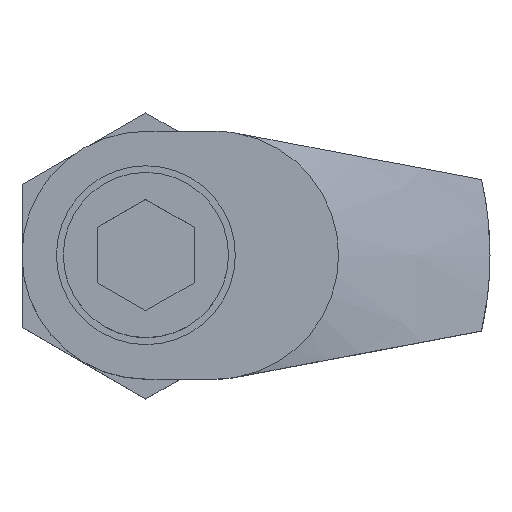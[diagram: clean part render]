
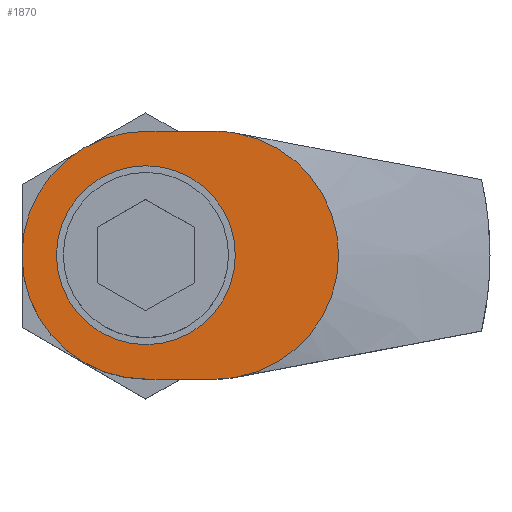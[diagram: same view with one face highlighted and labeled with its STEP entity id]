
A CAD part, top view. The second image highlights one B-rep face of the part: STEP entity #1870.
In plain terms, the highlighted planar face has unit normal (0, 0, 1).
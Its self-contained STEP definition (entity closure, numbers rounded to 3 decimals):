
#3 = CARTESIAN_POINT ( 'NONE',  ( 10., -18., 60. ) ) ;
#19 = VERTEX_POINT ( 'NONE', #738 ) ;
#58 = CARTESIAN_POINT ( 'NONE',  ( 10., 0., 60. ) ) ;
#86 = CIRCLE ( 'NONE', #656, 18. ) ;
#102 = VERTEX_POINT ( 'NONE', #1868 ) ;
#110 = CARTESIAN_POINT ( 'NONE',  ( 0., -18., 60. ) ) ;
#183 = EDGE_CURVE ( 'NONE', #1963, #696, #453, .T. ) ;
#193 = DIRECTION ( 'NONE',  ( 0., 0., 1. ) ) ;
#197 = CARTESIAN_POINT ( 'NONE',  ( 13.338, -17.688, 60. ) ) ;
#258 = EDGE_CURVE ( 'NONE', #696, #459, #86, .T. ) ;
#277 = CIRCLE ( 'NONE', #451, 13. ) ;
#294 = CARTESIAN_POINT ( 'NONE',  ( -18., 0., 60. ) ) ;
#295 = DIRECTION ( 'NONE',  ( 0., 0., 1. ) ) ;
#315 = AXIS2_PLACEMENT_3D ( 'NONE', #58, #1834, #728 ) ;
#349 = CIRCLE ( 'NONE', #1719, 18. ) ;
#396 = VERTEX_POINT ( 'NONE', #654 ) ;
#415 = CARTESIAN_POINT ( 'NONE',  ( 0., 0., 60. ) ) ;
#451 = AXIS2_PLACEMENT_3D ( 'NONE', #1328, #1359, #1644 ) ;
#453 = CIRCLE ( 'NONE', #981, 18. ) ;
#459 = VERTEX_POINT ( 'NONE', #2028 ) ;
#491 = DIRECTION ( 'NONE',  ( 1., 0., 0. ) ) ;
#493 = DIRECTION ( 'NONE',  ( 1., 0., 0. ) ) ;
#510 = ORIENTED_EDGE ( 'NONE', *, *, #1330, .T. ) ;
#514 = CIRCLE ( 'NONE', #315, 18. ) ;
#515 = CARTESIAN_POINT ( 'NONE',  ( 10., 0., 60. ) ) ;
#538 = CARTESIAN_POINT ( 'NONE',  ( -13., 0., 60. ) ) ;
#558 = DIRECTION ( 'NONE',  ( 1., 0., 0. ) ) ;
#561 = DIRECTION ( 'NONE',  ( 0., 0., 1. ) ) ;
#576 = EDGE_LOOP ( 'NONE', ( #1492, #684 ) ) ;
#595 = LINE ( 'NONE', #1568, #1840 ) ;
#611 = VECTOR ( 'NONE', #1065, 1000. ) ;
#654 = CARTESIAN_POINT ( 'NONE',  ( 0., -18., 60. ) ) ;
#656 = AXIS2_PLACEMENT_3D ( 'NONE', #515, #193, #829 ) ;
#666 = ORIENTED_EDGE ( 'NONE', *, *, #1487, .T. ) ;
#684 = ORIENTED_EDGE ( 'NONE', *, *, #1354, .F. ) ;
#696 = VERTEX_POINT ( 'NONE', #197 ) ;
#728 = DIRECTION ( 'NONE',  ( 1., 0., 0. ) ) ;
#738 = CARTESIAN_POINT ( 'NONE',  ( 0., 18., 60. ) ) ;
#819 = AXIS2_PLACEMENT_3D ( 'NONE', #415, #1983, #1191 ) ;
#828 = VERTEX_POINT ( 'NONE', #538 ) ;
#829 = DIRECTION ( 'NONE',  ( 1., 0., 0. ) ) ;
#892 = EDGE_CURVE ( 'NONE', #19, #1440, #349, .T. ) ;
#910 = CIRCLE ( 'NONE', #1810, 18. ) ;
#961 = EDGE_CURVE ( 'NONE', #396, #1963, #2026, .T. ) ;
#981 = AXIS2_PLACEMENT_3D ( 'NONE', #1726, #295, #491 ) ;
#1048 = ORIENTED_EDGE ( 'NONE', *, *, #961, .T. ) ;
#1065 = DIRECTION ( 'NONE',  ( 1., 0., 0. ) ) ;
#1108 = ORIENTED_EDGE ( 'NONE', *, *, #892, .T. ) ;
#1137 = VERTEX_POINT ( 'NONE', #1317 ) ;
#1144 = CARTESIAN_POINT ( 'NONE',  ( 0., 0., 60. ) ) ;
#1165 = EDGE_CURVE ( 'NONE', #1440, #396, #910, .T. ) ;
#1191 = DIRECTION ( 'NONE',  ( 1., 0., 0. ) ) ;
#1199 = DIRECTION ( 'NONE',  ( 0., 0., 1. ) ) ;
#1205 = CARTESIAN_POINT ( 'NONE',  ( 0., 0., 60. ) ) ;
#1208 = CIRCLE ( 'NONE', #819, 13. ) ;
#1298 = EDGE_CURVE ( 'NONE', #102, #828, #277, .T. ) ;
#1317 = CARTESIAN_POINT ( 'NONE',  ( 10., 18., 60. ) ) ;
#1328 = CARTESIAN_POINT ( 'NONE',  ( 0., 0., 60. ) ) ;
#1330 = EDGE_CURVE ( 'NONE', #459, #1137, #514, .T. ) ;
#1331 = DIRECTION ( 'NONE',  ( 1., 0., 0. ) ) ;
#1354 = EDGE_CURVE ( 'NONE', #828, #102, #1208, .T. ) ;
#1359 = DIRECTION ( 'NONE',  ( 0., 0., 1. ) ) ;
#1440 = VERTEX_POINT ( 'NONE', #294 ) ;
#1463 = ORIENTED_EDGE ( 'NONE', *, *, #1165, .T. ) ;
#1487 = EDGE_CURVE ( 'NONE', #1137, #19, #595, .T. ) ;
#1492 = ORIENTED_EDGE ( 'NONE', *, *, #1298, .F. ) ;
#1517 = FACE_BOUND ( 'NONE', #576, .T. ) ;
#1568 = CARTESIAN_POINT ( 'NONE',  ( 10., 18., 60. ) ) ;
#1642 = EDGE_LOOP ( 'NONE', ( #1838, #510, #666, #1108, #1463, #1048, #2011 ) ) ;
#1644 = DIRECTION ( 'NONE',  ( 1., 0., 0. ) ) ;
#1663 = FACE_OUTER_BOUND ( 'NONE', #1642, .T. ) ;
#1719 = AXIS2_PLACEMENT_3D ( 'NONE', #1977, #561, #1331 ) ;
#1726 = CARTESIAN_POINT ( 'NONE',  ( 10., 0., 60. ) ) ;
#1790 = DIRECTION ( 'NONE',  ( 0., 0., 1. ) ) ;
#1810 = AXIS2_PLACEMENT_3D ( 'NONE', #1144, #1790, #493 ) ;
#1826 = PLANE ( 'NONE',  #1946 ) ;
#1834 = DIRECTION ( 'NONE',  ( 0., 0., 1. ) ) ;
#1838 = ORIENTED_EDGE ( 'NONE', *, *, #258, .T. ) ;
#1840 = VECTOR ( 'NONE', #1872, 1000. ) ;
#1868 = CARTESIAN_POINT ( 'NONE',  ( 13., 0., 60. ) ) ;
#1870 = ADVANCED_FACE ( 'NONE', ( #1663, #1517 ), #1826, .T. ) ;
#1872 = DIRECTION ( 'NONE',  ( -1., 0., 0. ) ) ;
#1946 = AXIS2_PLACEMENT_3D ( 'NONE', #1205, #1199, #558 ) ;
#1963 = VERTEX_POINT ( 'NONE', #3 ) ;
#1977 = CARTESIAN_POINT ( 'NONE',  ( 0., 0., 60. ) ) ;
#1983 = DIRECTION ( 'NONE',  ( 0., 0., 1. ) ) ;
#2011 = ORIENTED_EDGE ( 'NONE', *, *, #183, .T. ) ;
#2026 = LINE ( 'NONE', #110, #611 ) ;
#2028 = CARTESIAN_POINT ( 'NONE',  ( 13.338, 17.688, 60. ) ) ;
